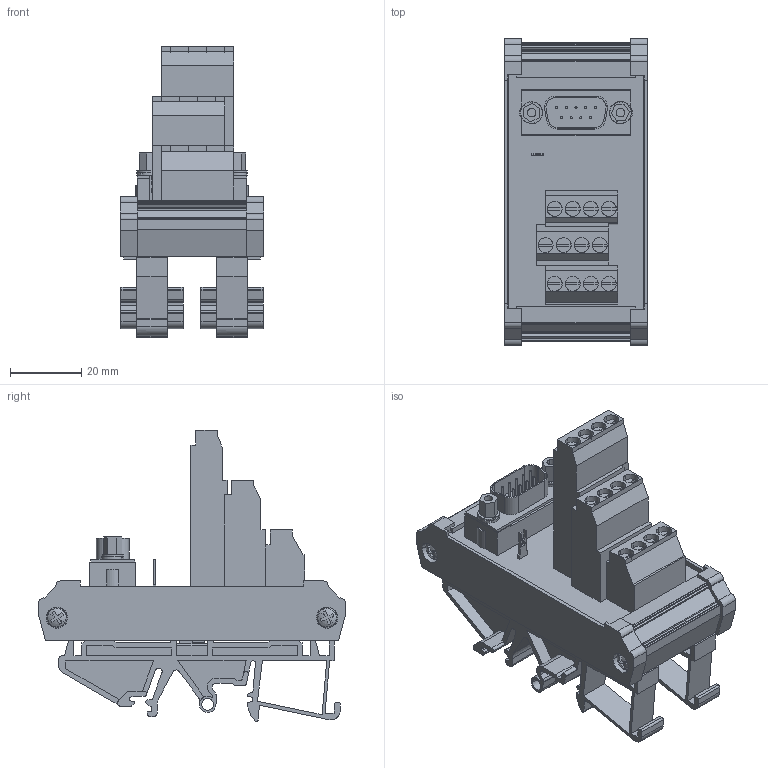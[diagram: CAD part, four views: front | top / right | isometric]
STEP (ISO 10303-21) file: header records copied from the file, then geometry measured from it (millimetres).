
FILE_DESCRIPTION(('CATIA V5R22 STEP214','CAx-IF Rec.Pracs.--- Model Styling and Organization---1.4--- 2014-01-23'),'2;1');
FILE_NAME ('D1509585_0', '2021-11-10T15:31:13+00:00', ('Weidmueller Interface'), ('Weidmueller'), 'CATIA Version 5-6 Release 2016 SP3 HF44', 'CATIA V5 STEP AP214', 'none');
FILE_SCHEMA(('AUTOMOTIVE_DESIGN { 1 0 10303 214 1 1 1 1 }'));
Length unit declared in the file: millimetre
Products named in the file (1): 8019930000_RS SD9S LP3R
Bounding box: 40.5 x 86.4 x 81.95 mm (x, y, z)
Volume: 51186.2 mm3; surface area: 46803.5 mm2
Topology: 1 solids, 9 shells, 1347 faces, 3895 edges, 2562 vertices
Faces by surface type: plane 926, cylinder 405, torus 8, sphere 8
Entity records: 47741 total; most frequent: CARTESIAN_POINT 11504, ORIENTED_EDGE 7790, DIRECTION 6225, EDGE_CURVE 3895, VECTOR 2862, LINE 2862, VERTEX_POINT 2562, AXIS2_PLACEMENT_3D 2019
